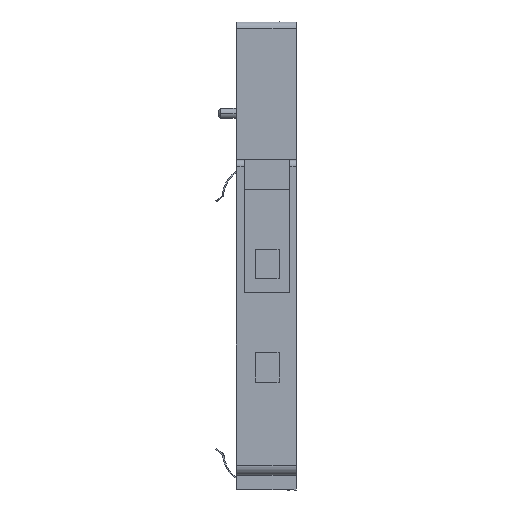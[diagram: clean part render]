
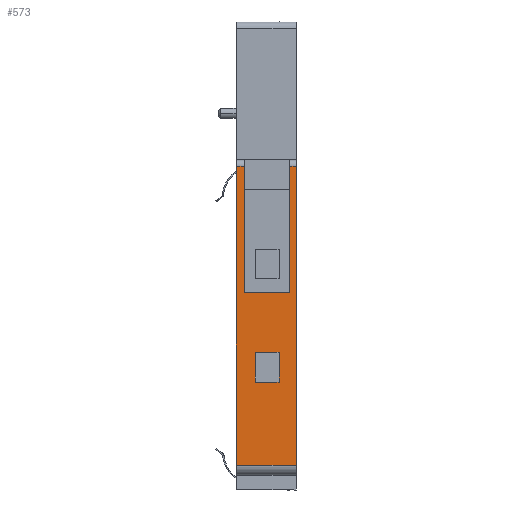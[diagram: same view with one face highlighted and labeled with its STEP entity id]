
A CAD part, front view. The second image highlights one B-rep face of the part: STEP entity #573.
In plain terms, the highlighted planar face has unit normal (0, -1, 0).
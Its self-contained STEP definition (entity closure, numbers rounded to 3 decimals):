
#573=ADVANCED_FACE('',(#1496,#1497),#1498,.T.);
#1496=FACE_OUTER_BOUND('',#2758,.T.);
#1497=FACE_BOUND('',#2759,.T.);
#1498=PLANE('',#2760);
#2758=EDGE_LOOP('',(#4675,#4676,#4677,#4678,#4679,#4680,#4681,#4682));
#2759=EDGE_LOOP('',(#4683,#4684,#4685,#4686));
#2760=AXIS2_PLACEMENT_3D('',#4687,#4688,#4689);
#4675=ORIENTED_EDGE('',*,*,#8056,.F.);
#4676=ORIENTED_EDGE('',*,*,#8369,.F.);
#4677=ORIENTED_EDGE('',*,*,#8237,.F.);
#4678=ORIENTED_EDGE('',*,*,#8370,.T.);
#4679=ORIENTED_EDGE('',*,*,#8152,.T.);
#4680=ORIENTED_EDGE('',*,*,#8371,.T.);
#4681=ORIENTED_EDGE('',*,*,#7918,.T.);
#4682=ORIENTED_EDGE('',*,*,#8372,.F.);
#4683=ORIENTED_EDGE('',*,*,#8373,.F.);
#4684=ORIENTED_EDGE('',*,*,#8374,.F.);
#4685=ORIENTED_EDGE('',*,*,#8365,.T.);
#4686=ORIENTED_EDGE('',*,*,#8295,.F.);
#4687=CARTESIAN_POINT('',(3.125,0.,49.6));
#4688=DIRECTION('',(0.,-1.0,0.0));
#4689=DIRECTION('',(0.0,0.0,1.0));
#7918=EDGE_CURVE('',#9442,#9440,#9443,.T.);
#8056=EDGE_CURVE('',#9711,#9713,#9714,.T.);
#8152=EDGE_CURVE('',#9885,#9883,#9886,.T.);
#8237=EDGE_CURVE('',#10021,#10023,#10024,.T.);
#8295=EDGE_CURVE('',#10105,#10100,#10107,.T.);
#8365=EDGE_CURVE('',#10199,#10100,#10200,.T.);
#8369=EDGE_CURVE('',#10023,#9711,#10205,.T.);
#8370=EDGE_CURVE('',#10021,#9885,#10206,.T.);
#8371=EDGE_CURVE('',#9883,#9442,#10207,.T.);
#8372=EDGE_CURVE('',#9713,#9440,#10208,.T.);
#8373=EDGE_CURVE('',#10209,#10105,#10210,.T.);
#8374=EDGE_CURVE('',#10199,#10209,#10211,.T.);
#9440=VERTEX_POINT('',#11761);
#9442=VERTEX_POINT('',#11763);
#9443=LINE('',#11764,#11765);
#9711=VERTEX_POINT('',#12539);
#9713=VERTEX_POINT('',#12542);
#9714=LINE('',#12543,#12544);
#9883=VERTEX_POINT('',#12792);
#9885=VERTEX_POINT('',#12794);
#9886=LINE('',#12795,#12796);
#10021=VERTEX_POINT('',#12988);
#10023=VERTEX_POINT('',#12990);
#10024=LINE('',#12991,#12992);
#10100=VERTEX_POINT('',#13105);
#10105=VERTEX_POINT('',#13112);
#10107=LINE('',#13115,#13116);
#10199=VERTEX_POINT('',#13254);
#10200=LINE('',#13255,#13256);
#10205=LINE('',#13263,#13264);
#10206=LINE('',#13265,#13266);
#10207=LINE('',#13267,#13268);
#10208=LINE('',#13269,#13270);
#10209=VERTEX_POINT('',#13271);
#10210=LINE('',#13272,#13273);
#10211=LINE('',#13274,#13275);
#11761=CARTESIAN_POINT('',(12.125,0.,48.6));
#11763=CARTESIAN_POINT('',(12.125,0.,3.7));
#11764=CARTESIAN_POINT('',(12.125,0.,3.7));
#11765=VECTOR('',#15826,1.0);
#12539=CARTESIAN_POINT('',(11.125,0.,29.7));
#12542=CARTESIAN_POINT('',(11.125,0.,48.6));
#12543=CARTESIAN_POINT('',(11.125,0.,29.7));
#12544=VECTOR('',#15864,1.0);
#12792=CARTESIAN_POINT('',(3.125,0.,3.7));
#12794=CARTESIAN_POINT('',(3.125,0.,48.6));
#12795=CARTESIAN_POINT('',(3.125,0.,48.6));
#12796=VECTOR('',#15953,1.0);
#12988=CARTESIAN_POINT('',(4.325,0.,48.6));
#12990=CARTESIAN_POINT('',(4.325,0.,29.7));
#12991=CARTESIAN_POINT('',(4.325,0.,48.6));
#12992=VECTOR('',#16053,1.0);
#13105=CARTESIAN_POINT('',(5.925,0.,16.2));
#13112=CARTESIAN_POINT('',(5.925,0.,20.7));
#13115=CARTESIAN_POINT('',(5.925,0.,49.6));
#13116=VECTOR('',#16100,1.0);
#13254=CARTESIAN_POINT('',(9.525,0.,16.2));
#13255=CARTESIAN_POINT('',(7.725,0.,16.2));
#13256=VECTOR('',#16153,1.0);
#13263=CARTESIAN_POINT('',(4.325,0.,29.7));
#13264=VECTOR('',#16156,1.0);
#13265=CARTESIAN_POINT('',(4.325,0.,48.6));
#13266=VECTOR('',#16157,1.0);
#13267=CARTESIAN_POINT('',(3.125,0.,3.7));
#13268=VECTOR('',#16158,1.0);
#13269=CARTESIAN_POINT('',(11.125,0.,48.6));
#13270=VECTOR('',#16159,1.0);
#13271=CARTESIAN_POINT('',(9.525,0.,20.7));
#13272=CARTESIAN_POINT('',(3.125,0.,20.7));
#13273=VECTOR('',#16160,1.0);
#13274=CARTESIAN_POINT('',(9.525,0.,2.2));
#13275=VECTOR('',#16161,1.0);
#15826=DIRECTION('',(0.,0.,1.0));
#15864=DIRECTION('',(0.,0.,1.0));
#15953=DIRECTION('',(0.,0.,-1.0));
#16053=DIRECTION('',(0.,0.,-1.0));
#16100=DIRECTION('',(0.,0.,-1.0));
#16153=DIRECTION('',(-1.0,0.,0.));
#16156=DIRECTION('',(1.0,0.,0.));
#16157=DIRECTION('',(-1.0,0.,0.));
#16158=DIRECTION('',(1.0,0.,0.));
#16159=DIRECTION('',(1.0,0.,0.));
#16160=DIRECTION('',(-1.0,0.,0.));
#16161=DIRECTION('',(0.,0.,1.0));
